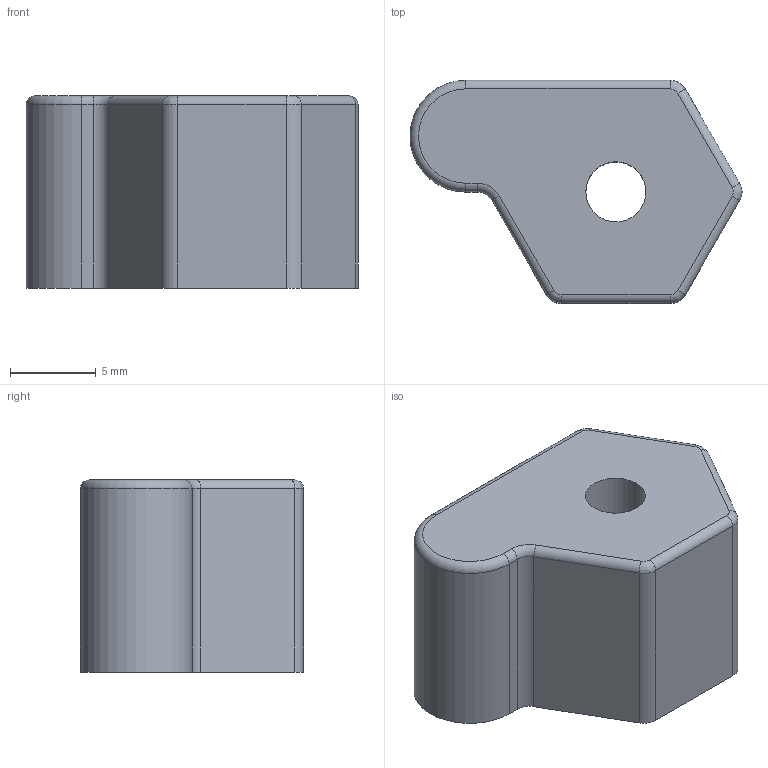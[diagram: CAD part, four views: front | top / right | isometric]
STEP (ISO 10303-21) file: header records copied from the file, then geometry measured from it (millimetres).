
FILE_DESCRIPTION(/* description */ (''),/* implementation_level */ '2;1');
FILE_NAME(/* name */ 'XY_Gantry_Stop_Modified v1.step',/* time_stamp */ '2021-09-03T17:09:22-04:00',/* author */ (''),/* organization */ (''),/* preprocessor_version */ 'ST-DEVELOPER v18.1',/* originating_system */ 'Autodesk Translation Framework v10.9.0.1377',/* authorisation */ '');
FILE_SCHEMA (('AUTOMOTIVE_DESIGN { 1 0 10303 214 3 1 1 }'));
Length unit declared in the file: millimetre
Products named in the file (1): XY_Gantry_Stop_Modified
Bounding box: 19.35 x 13 x 11.2 mm (x, y, z)
Volume: 1939.8 mm3; surface area: 1057 mm2
Topology: 1 solids, 1 shells, 27 faces, 63 edges, 38 vertices
Faces by surface type: cylinder 13, plane 8, bspline 4, torus 2
Full cylindrical faces by diameter (mm): 3.5 x1
Entity records: 826 total; most frequent: CARTESIAN_POINT 161, DIRECTION 143, ORIENTED_EDGE 126, EDGE_CURVE 63, AXIS2_PLACEMENT_3D 56, VERTEX_POINT 38, CIRCLE 32, LINE 31
